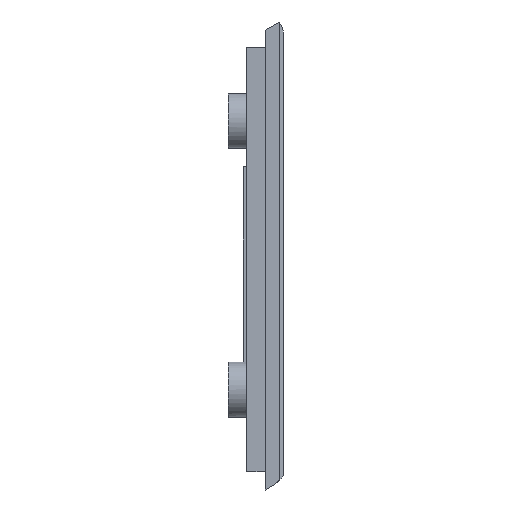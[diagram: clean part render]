
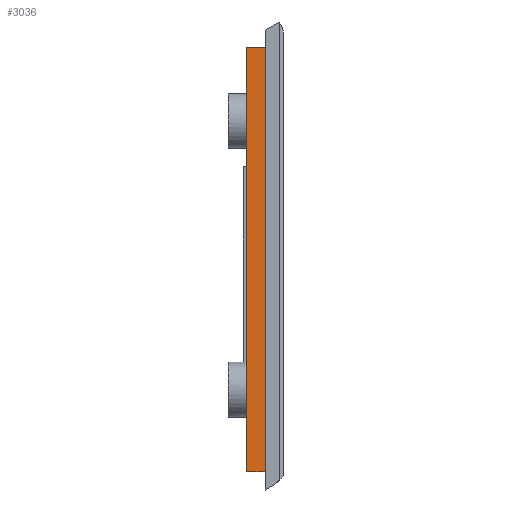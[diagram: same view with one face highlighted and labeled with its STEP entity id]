
A CAD part, left-side view. The second image highlights one B-rep face of the part: STEP entity #3036.
In plain terms, the highlighted planar face has unit normal (-1, 0, 0).
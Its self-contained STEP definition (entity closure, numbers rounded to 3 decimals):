
#208=FACE_OUTER_BOUND('',#392,.T.);
#392=EDGE_LOOP('',(#2036,#2037,#2038,#2039));
#588=LINE('',#4433,#931);
#605=LINE('',#4480,#948);
#606=LINE('',#4482,#949);
#607=LINE('',#4483,#950);
#931=VECTOR('',#3520,1.);
#948=VECTOR('',#3555,1.);
#949=VECTOR('',#3556,1.);
#950=VECTOR('',#3557,1.);
#1271=VERTEX_POINT('',#4426);
#1274=VERTEX_POINT('',#4431);
#1295=VERTEX_POINT('',#4479);
#1296=VERTEX_POINT('',#4481);
#1556=EDGE_CURVE('',#1274,#1271,#588,.T.);
#1579=EDGE_CURVE('',#1295,#1274,#605,.T.);
#1580=EDGE_CURVE('',#1295,#1296,#606,.T.);
#1581=EDGE_CURVE('',#1296,#1271,#607,.T.);
#2036=ORIENTED_EDGE('',*,*,#1556,.F.);
#2037=ORIENTED_EDGE('',*,*,#1579,.F.);
#2038=ORIENTED_EDGE('',*,*,#1580,.T.);
#2039=ORIENTED_EDGE('',*,*,#1581,.T.);
#2914=PLANE('',#3239);
#3036=ADVANCED_FACE('',(#208),#2914,.T.);
#3239=AXIS2_PLACEMENT_3D('',#4478,#3553,#3554);
#3520=DIRECTION('',(0.,0.,1.));
#3553=DIRECTION('center_axis',(-1.,0.,0.));
#3554=DIRECTION('ref_axis',(0.,0.,1.));
#3555=DIRECTION('',(0.,1.,0.));
#3556=DIRECTION('',(0.,0.,1.));
#3557=DIRECTION('',(0.,1.,0.));
#4426=CARTESIAN_POINT('',(-60.75,4.,22.5));
#4431=CARTESIAN_POINT('',(-60.75,4.,-23.5));
#4433=CARTESIAN_POINT('',(-60.75,4.,-23.5));
#4478=CARTESIAN_POINT('Origin',(-60.75,2.,-23.5));
#4479=CARTESIAN_POINT('',(-60.75,2.,-23.5));
#4480=CARTESIAN_POINT('',(-60.75,2.,-23.5));
#4481=CARTESIAN_POINT('',(-60.75,2.,22.5));
#4482=CARTESIAN_POINT('',(-60.75,2.,-23.5));
#4483=CARTESIAN_POINT('',(-60.75,2.,22.5));
